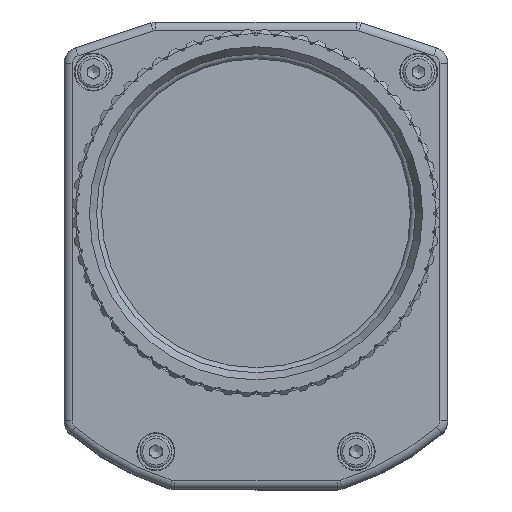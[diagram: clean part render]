
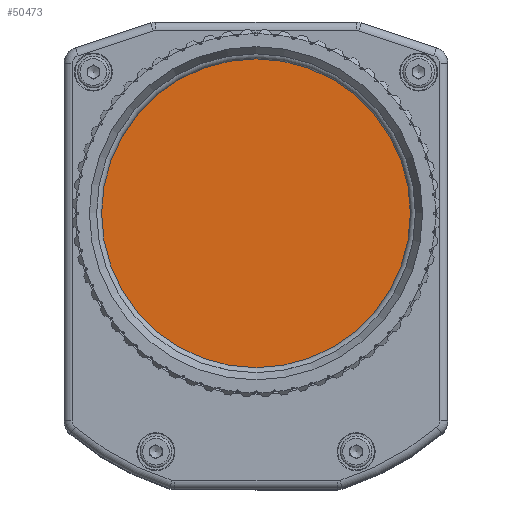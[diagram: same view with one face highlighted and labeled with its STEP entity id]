
A CAD part, top view. The second image highlights one B-rep face of the part: STEP entity #50473.
In plain terms, the highlighted face is planar.
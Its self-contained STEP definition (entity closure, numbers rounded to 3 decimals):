
#4513 = DIRECTION ( 'NONE',  ( 0., 0., 1. ) ) ;
#15473 = CARTESIAN_POINT ( 'NONE',  ( 0., 18.85, -2. ) ) ;
#18186 = ORIENTED_EDGE ( 'NONE', *, *, #22732, .F. ) ;
#19423 = PLANE ( 'NONE',  #24763 ) ;
#21149 = CARTESIAN_POINT ( 'NONE',  ( 18.85, 0., -2. ) ) ;
#22151 = FACE_OUTER_BOUND ( 'NONE', #22970, .T. ) ;
#22732 = EDGE_CURVE ( 'NONE', #43978, #43978, #27991, .T. ) ;
#22970 = EDGE_LOOP ( 'NONE', ( #18186 ) ) ;
#23354 = DIRECTION ( 'NONE',  ( 0., 0., 1. ) ) ;
#24148 = AXIS2_PLACEMENT_3D ( 'NONE', #28073, #4513, #31944 ) ;
#24763 = AXIS2_PLACEMENT_3D ( 'NONE', #15473, #23354, #50697 ) ;
#27991 = CIRCLE ( 'NONE', #24148, 18.85 ) ;
#28073 = CARTESIAN_POINT ( 'NONE',  ( 0., 0., -2. ) ) ;
#31944 = DIRECTION ( 'NONE',  ( 1., 0., 0. ) ) ;
#43978 = VERTEX_POINT ( 'NONE', #21149 ) ;
#50473 = ADVANCED_FACE ( 'NONE', ( #22151 ), #19423, .F. ) ;
#50697 = DIRECTION ( 'NONE',  ( 1., 0., 0. ) ) ;
